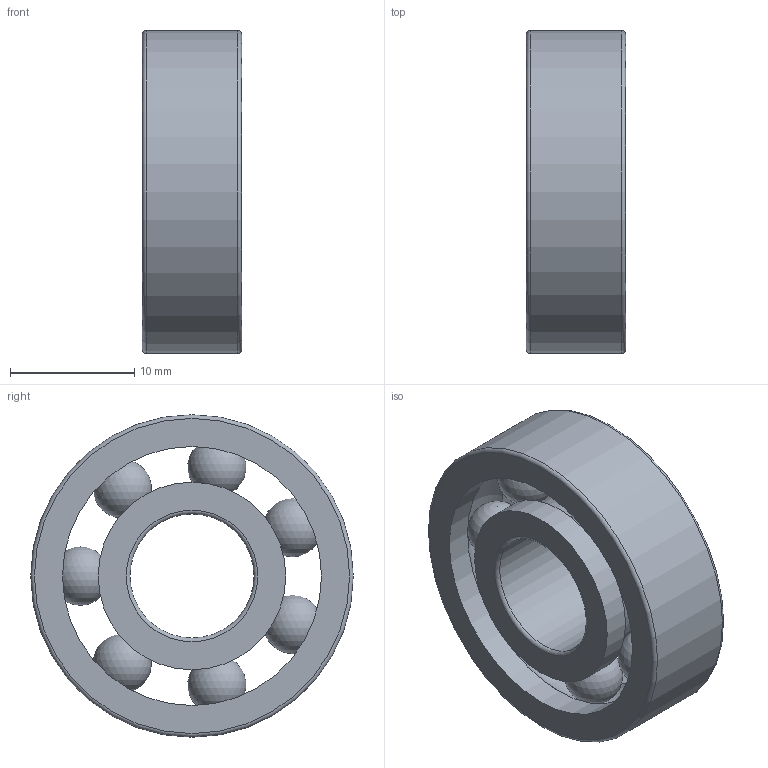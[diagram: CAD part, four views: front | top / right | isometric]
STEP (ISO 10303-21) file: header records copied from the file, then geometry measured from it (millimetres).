
FILE_DESCRIPTION(/* description */ ('Open type-'),/* implementation_level */ '2;1');
FILE_NAME(/* name */ 'NTN_6000 (Bearing 10x26x8).stp',/* time_stamp */ '2020-07-14T14:44:54+07:00',/* author */ ('Veeravich'),/* organization */ ('NTN'),/* preprocessor_version */ 'ST-DEVELOPER v18.1',/* originating_system */ 'Autodesk Inventor 2021',/* authorisation */ '');
FILE_SCHEMA (('CONFIG_CONTROL_DESIGN'));
Length unit declared in the file: millimetre
Products named in the file (4): 6000; 6000 Inner Ring; 6000 Outer Ring; 6000 Ball
Assembly tree (9 placements, depth 2):
  6000
    6000 Inner Ring
    6000 Outer Ring
    6000 Ball  x7
Bounding box: 8 x 26 x 26 mm (x, y, z)
Volume: 2405.9 mm3; surface area: 2918.5 mm2
Topology: 9 solids, 9 shells, 23 faces, 73 edges, 54 vertices
Faces by surface type: sphere 7, cylinder 6, torus 6, plane 4
Full cylindrical faces by diameter (mm): 10 x1, 15.12 x2, 20.88 x2, 26 x1
Entity records: 871 total; most frequent: DIRECTION 160, CARTESIAN_POINT 125, ORIENTED_EDGE 106, AXIS2_PLACEMENT_3D 77, EDGE_CURVE 53, CIRCLE 47, VERTEX_POINT 42, EDGE_LOOP 21
